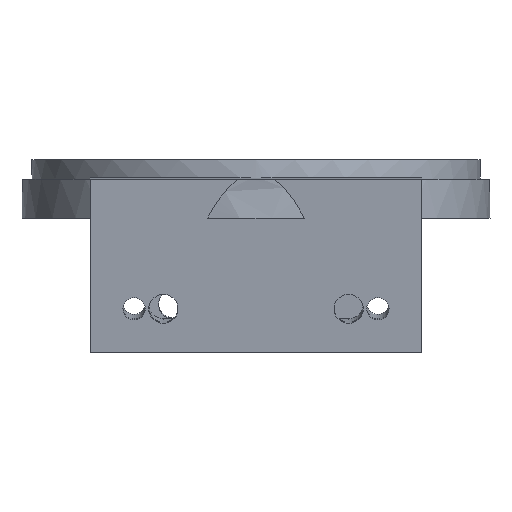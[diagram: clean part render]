
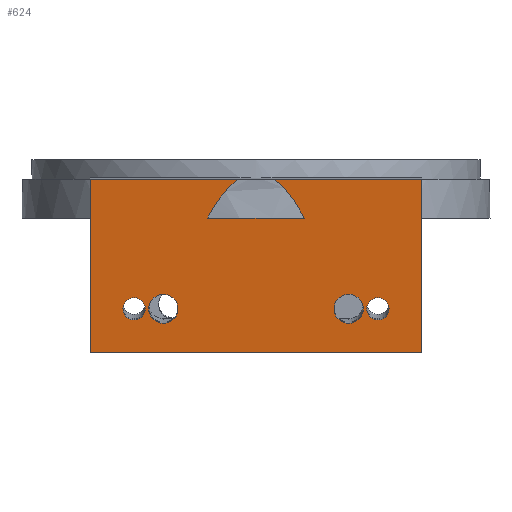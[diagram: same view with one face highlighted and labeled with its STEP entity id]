
A CAD part, front view. The second image highlights one B-rep face of the part: STEP entity #624.
In plain terms, the highlighted planar face has unit normal (0, -0.994, -0.113).
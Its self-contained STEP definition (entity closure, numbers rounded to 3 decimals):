
#23=ELLIPSE('',#714,212.008,24.);
#24=ELLIPSE('',#715,212.008,24.);
#68=CIRCLE('',#710,1.15);
#69=CIRCLE('',#711,1.5);
#70=CIRCLE('',#712,1.15);
#71=CIRCLE('',#713,1.5);
#172=ORIENTED_EDGE('',*,*,#287,.F.);
#173=ORIENTED_EDGE('',*,*,#288,.F.);
#174=ORIENTED_EDGE('',*,*,#289,.F.);
#175=ORIENTED_EDGE('',*,*,#290,.F.);
#176=ORIENTED_EDGE('',*,*,#291,.F.);
#177=ORIENTED_EDGE('',*,*,#292,.F.);
#178=ORIENTED_EDGE('',*,*,#293,.F.);
#179=ORIENTED_EDGE('',*,*,#294,.F.);
#180=ORIENTED_EDGE('',*,*,#295,.F.);
#181=ORIENTED_EDGE('',*,*,#296,.F.);
#182=ORIENTED_EDGE('',*,*,#297,.F.);
#183=ORIENTED_EDGE('',*,*,#298,.F.);
#287=EDGE_CURVE('',#352,#352,#68,.T.);
#288=EDGE_CURVE('',#353,#353,#69,.T.);
#289=EDGE_CURVE('',#354,#354,#70,.T.);
#290=EDGE_CURVE('',#355,#355,#71,.T.);
#291=EDGE_CURVE('',#356,#357,#23,.T.);
#292=EDGE_CURVE('',#358,#356,#400,.T.);
#293=EDGE_CURVE('',#359,#358,#24,.T.);
#294=EDGE_CURVE('',#360,#359,#401,.T.);
#295=EDGE_CURVE('',#361,#360,#402,.T.);
#296=EDGE_CURVE('',#362,#361,#403,.T.);
#297=EDGE_CURVE('',#363,#362,#404,.T.);
#298=EDGE_CURVE('',#357,#363,#405,.T.);
#352=VERTEX_POINT('',#1039);
#353=VERTEX_POINT('',#1041);
#354=VERTEX_POINT('',#1043);
#355=VERTEX_POINT('',#1045);
#356=VERTEX_POINT('',#1047);
#357=VERTEX_POINT('',#1048);
#358=VERTEX_POINT('',#1050);
#359=VERTEX_POINT('',#1052);
#360=VERTEX_POINT('',#1054);
#361=VERTEX_POINT('',#1056);
#362=VERTEX_POINT('',#1058);
#363=VERTEX_POINT('',#1060);
#400=LINE('',#1049,#444);
#401=LINE('',#1053,#445);
#402=LINE('',#1055,#446);
#403=LINE('',#1057,#447);
#404=LINE('',#1059,#448);
#405=LINE('',#1061,#449);
#444=VECTOR('',#869,1000.);
#445=VECTOR('',#872,1000.);
#446=VECTOR('',#873,1000.);
#447=VECTOR('',#874,1000.);
#448=VECTOR('',#875,1000.);
#449=VECTOR('',#876,1000.);
#495=EDGE_LOOP('',(#172));
#496=EDGE_LOOP('',(#173));
#497=EDGE_LOOP('',(#174));
#498=EDGE_LOOP('',(#175));
#499=EDGE_LOOP('',(#176,#177,#178,#179,#180,#181,#182,#183));
#555=FACE_BOUND('',#495,.T.);
#556=FACE_BOUND('',#496,.T.);
#557=FACE_BOUND('',#497,.T.);
#558=FACE_BOUND('',#498,.T.);
#559=FACE_BOUND('',#499,.T.);
#594=PLANE('',#709);
#624=ADVANCED_FACE('',(#555,#556,#557,#558,#559),#594,.T.);
#709=AXIS2_PLACEMENT_3D('',#1037,#857,#858);
#710=AXIS2_PLACEMENT_3D('',#1038,#859,#860);
#711=AXIS2_PLACEMENT_3D('',#1040,#861,#862);
#712=AXIS2_PLACEMENT_3D('',#1042,#863,#864);
#713=AXIS2_PLACEMENT_3D('',#1044,#865,#866);
#714=AXIS2_PLACEMENT_3D('',#1046,#867,#868);
#715=AXIS2_PLACEMENT_3D('',#1051,#870,#871);
#857=DIRECTION('',(0.,-0.994,-0.113));
#858=DIRECTION('',(0.,0.113,-0.994));
#859=DIRECTION('',(0.,-0.994,-0.113));
#860=DIRECTION('',(0.,0.113,-0.994));
#861=DIRECTION('',(0.,-0.994,-0.113));
#862=DIRECTION('',(0.,0.113,-0.994));
#863=DIRECTION('',(0.,-0.994,-0.113));
#864=DIRECTION('',(0.,0.113,-0.994));
#865=DIRECTION('',(0.,-0.994,-0.113));
#866=DIRECTION('',(0.,0.113,-0.994));
#867=DIRECTION('',(0.,-0.994,-0.113));
#868=DIRECTION('',(0.,0.113,-0.994));
#869=DIRECTION('',(1.,0.,0.));
#870=DIRECTION('',(0.,-0.994,-0.113));
#871=DIRECTION('',(0.,0.113,-0.994));
#872=DIRECTION('',(1.,0.,0.));
#873=DIRECTION('',(0.,-0.113,0.994));
#874=DIRECTION('',(-1.,0.,0.));
#875=DIRECTION('',(0.,0.113,-0.994));
#876=DIRECTION('',(1.,0.,0.));
#1037=CARTESIAN_POINT('',(-17.,-21.909,-13.785));
#1038=CARTESIAN_POINT('',(12.5,-22.418,-9.314));
#1039=CARTESIAN_POINT('',(12.5,-22.288,-10.456));
#1040=CARTESIAN_POINT('',(9.5,-22.418,-9.314));
#1041=CARTESIAN_POINT('',(9.5,-22.248,-10.804));
#1042=CARTESIAN_POINT('',(-12.5,-22.418,-9.314));
#1043=CARTESIAN_POINT('',(-12.5,-22.288,-10.456));
#1044=CARTESIAN_POINT('',(-9.5,-22.418,-9.314));
#1045=CARTESIAN_POINT('',(-9.5,-22.248,-10.804));
#1046=CARTESIAN_POINT('',(0.,0.,-206.074));
#1047=CARTESIAN_POINT('',(4.973,-23.479,0.));
#1048=CARTESIAN_POINT('',(1.766,-23.935,4.));
#1049=CARTESIAN_POINT('',(0.,-23.479,0.));
#1050=CARTESIAN_POINT('',(-4.973,-23.479,0.));
#1051=CARTESIAN_POINT('',(0.,0.,-206.074));
#1052=CARTESIAN_POINT('',(-1.766,-23.935,4.));
#1053=CARTESIAN_POINT('',(-17.,-23.935,4.));
#1054=CARTESIAN_POINT('',(-17.,-23.935,4.));
#1055=CARTESIAN_POINT('',(-17.,-23.935,4.));
#1056=CARTESIAN_POINT('',(-17.,-21.909,-13.785));
#1057=CARTESIAN_POINT('',(-17.,-21.909,-13.785));
#1058=CARTESIAN_POINT('',(17.,-21.909,-13.785));
#1059=CARTESIAN_POINT('',(17.,-23.935,4.));
#1060=CARTESIAN_POINT('',(17.,-23.935,4.));
#1061=CARTESIAN_POINT('',(-17.,-23.935,4.));
